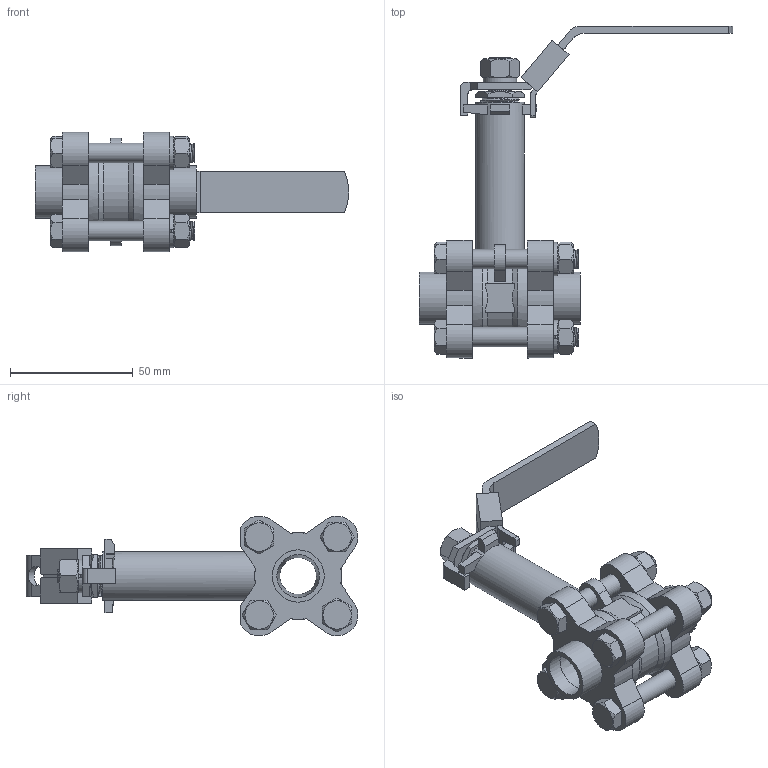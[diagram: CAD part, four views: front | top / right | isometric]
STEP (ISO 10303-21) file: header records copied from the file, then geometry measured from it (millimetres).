
FILE_DESCRIPTION(/* description */ ('Unknown'),/* implementation_level */ '2;1');
FILE_NAME(/* name */ 'R641-S-P-DN15',/* time_stamp */ '2021-08-12T11:48:49+08:00',/* author */ ('Unknown'),/* organization */ ('Unknown'),/* preprocessor_version */ 'ST-DEVELOPER v16.7',/* originating_system */ 'DEX',/* authorisation */ $);
FILE_SCHEMA (('AUTOMOTIVE_DESIGN {1 0 10303 214 3 1 1}'));
Products named in the file (1): R641-S-P-DN15
Bounding box: 127.78 x 135.41 x 48.82 mm (x, y, z)
Volume: 97680.9 mm3; surface area: 39285.7 mm2
Topology: 1 solids, 1 shells, 445 faces, 1559 edges, 1101 vertices
Faces by surface type: plane 244, cylinder 107, bspline 58, cone 36
Full cylindrical faces by diameter (mm): 2 x1, 7.9 x12, 8 x1, 8.5 x10, 9.2 x1, 9.8 x1, 10.5 x1, 15 x1, 17.4 x2, 20 x1, 21.3 x2, 35.5 x2
Entity records: 44208 total; most frequent: CARTESIAN_POINT 29344, ORIENTED_EDGE 2950, DIRECTION 1780, EDGE_CURVE 1475, VERTEX_POINT 1073, B_SPLINE_CURVE_WITH_KNOTS 708, AXIS2_PLACEMENT_3D 641, FACE_BOUND 526
